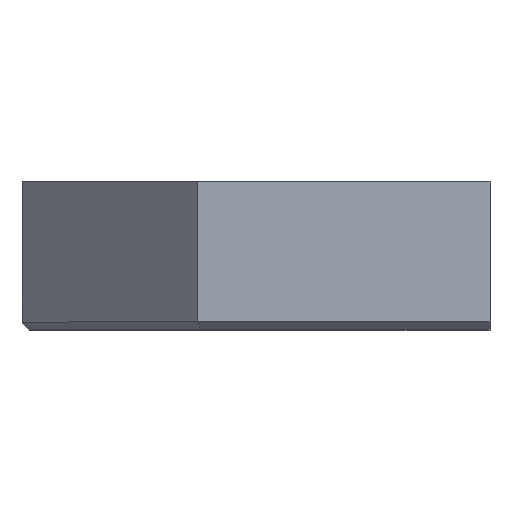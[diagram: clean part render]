
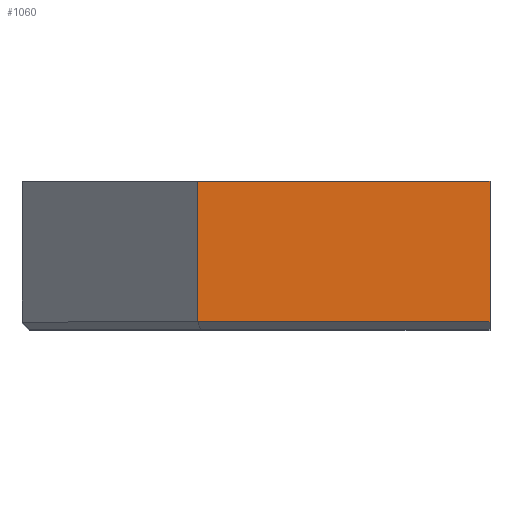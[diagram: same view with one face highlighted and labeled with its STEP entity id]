
A CAD part, top view. The second image highlights one B-rep face of the part: STEP entity #1060.
In plain terms, the highlighted planar face has unit normal (0, 0, 1).
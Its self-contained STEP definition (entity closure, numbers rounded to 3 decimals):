
#91=FACE_OUTER_BOUND('',#150,.T.);
#150=EDGE_LOOP('',(#863,#864,#865,#866));
#244=LINE('',#1673,#368);
#253=LINE('',#1708,#377);
#269=LINE('',#1752,#393);
#270=LINE('',#1753,#394);
#368=VECTOR('',#1269,10.);
#377=VECTOR('',#1288,10.);
#393=VECTOR('',#1322,10.);
#394=VECTOR('',#1323,10.);
#494=VERTEX_POINT('',#1670);
#495=VERTEX_POINT('',#1672);
#500=VERTEX_POINT('',#1706);
#512=VERTEX_POINT('',#1751);
#612=EDGE_CURVE('',#495,#494,#244,.T.);
#622=EDGE_CURVE('',#500,#494,#253,.T.);
#640=EDGE_CURVE('',#495,#512,#269,.T.);
#641=EDGE_CURVE('',#512,#500,#270,.T.);
#863=ORIENTED_EDGE('',*,*,#640,.F.);
#864=ORIENTED_EDGE('',*,*,#612,.T.);
#865=ORIENTED_EDGE('',*,*,#622,.F.);
#866=ORIENTED_EDGE('',*,*,#641,.F.);
#1011=PLANE('',#1126);
#1060=ADVANCED_FACE('',(#91),#1011,.T.);
#1126=AXIS2_PLACEMENT_3D('',#1750,#1320,#1321);
#1269=DIRECTION('',(0.,1.,0.));
#1288=DIRECTION('',(1.,0.,0.));
#1320=DIRECTION('center_axis',(0.,0.,1.));
#1321=DIRECTION('ref_axis',(1.,0.,0.));
#1322=DIRECTION('',(-1.,0.,0.));
#1323=DIRECTION('',(0.,1.,0.));
#1670=CARTESIAN_POINT('',(-16.043,50.5,29.912));
#1672=CARTESIAN_POINT('',(-16.043,42.9,29.912));
#1673=CARTESIAN_POINT('',(-16.043,42.5,29.912));
#1706=CARTESIAN_POINT('',(-31.852,50.5,29.912));
#1708=CARTESIAN_POINT('',(-41.352,50.5,29.912));
#1750=CARTESIAN_POINT('Origin',(-41.352,42.5,29.912));
#1751=CARTESIAN_POINT('',(-31.852,42.9,29.912));
#1752=CARTESIAN_POINT('',(-35.025,42.9,29.912));
#1753=CARTESIAN_POINT('',(-31.852,42.5,29.912));
